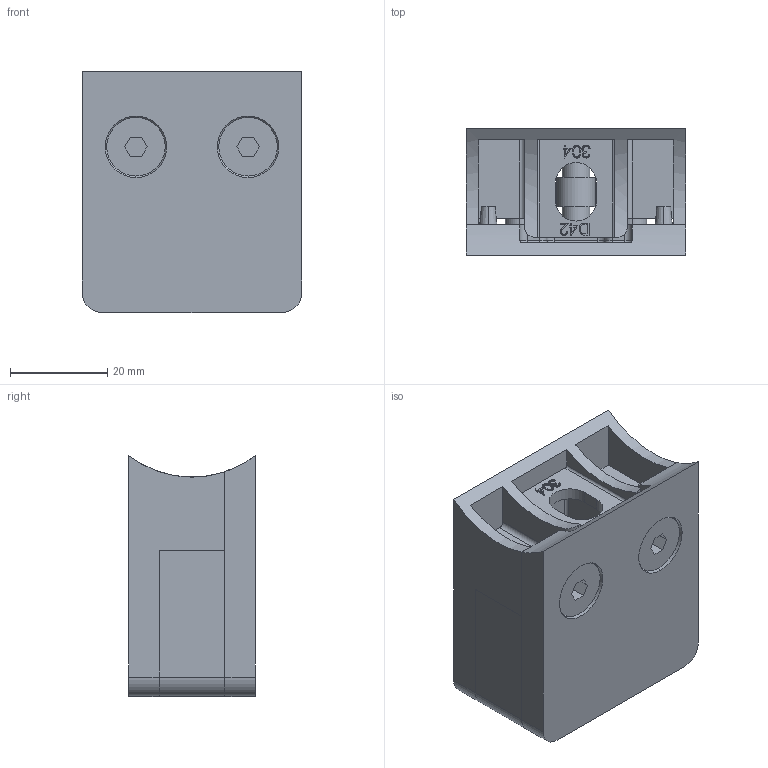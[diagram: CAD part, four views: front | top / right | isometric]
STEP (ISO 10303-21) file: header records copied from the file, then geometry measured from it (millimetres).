
FILE_DESCRIPTION (( 'STEP AP214' ), '1' );
FILE_NAME ('A_230P-042.STEP', '2022-12-08T14:25:18', ( '' ), ( '' ), 'SwSTEP 2.0', 'SolidWorks 2019', '' );
FILE_SCHEMA (( 'AUTOMOTIVE_DESIGN' ));
Length unit declared in the file: millimetre
Products named in the file (6): A_230P-042; A_230P-042.P2; A_230P-042.P3; A_230P-042.P4; Skrutka DIN 7991_Skrutka M 6x 16; A_230P-042.P1
Assembly tree (6 placements, depth 2):
  A_230P-042
    A_230P-042.P1
    A_230P-042.P2
    Skrutka DIN 7991_Skrutka M 6x 16  x2
    A_230P-042.P3
    A_230P-042.P4
Bounding box: 45 x 26 x 49.45 mm (x, y, z)
Volume: 25621.6 mm3; surface area: 19853.1 mm2
Topology: 8 solids, 8 shells, 759 faces, 1928 edges, 1234 vertices
Faces by surface type: plane 400, bspline 156, cylinder 145, cone 28, sphere 18, torus 12
Entity records: 31706 total; most frequent: CARTESIAN_POINT 14361, ORIENTED_EDGE 3736, DIRECTION 3062, EDGE_CURVE 1868, LINE 1232, VECTOR 1232, VERTEX_POINT 1212, AXIS2_PLACEMENT_3D 915
